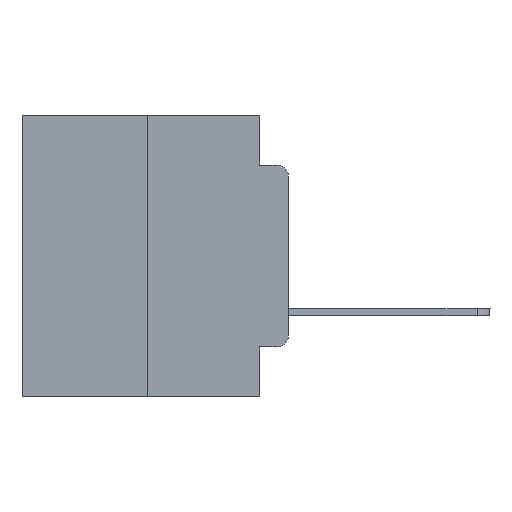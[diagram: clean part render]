
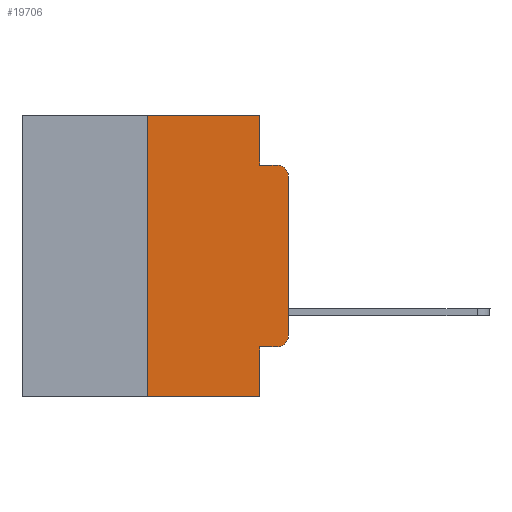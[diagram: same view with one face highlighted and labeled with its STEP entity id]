
A CAD part, left-side view. The second image highlights one B-rep face of the part: STEP entity #19706.
In plain terms, the highlighted planar face has unit normal (-1, 0, 0).
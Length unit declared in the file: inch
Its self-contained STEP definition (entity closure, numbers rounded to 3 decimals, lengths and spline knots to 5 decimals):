
#61 = EDGE_CURVE ( 'NONE', #25942, #7853, #22536, .T. ) ;
#789 = CARTESIAN_POINT ( 'NONE',  ( 0., 0.02, -0.3915 ) ) ;
#906 = CIRCLE ( 'NONE', #18068, 0.02 ) ;
#1272 = VERTEX_POINT ( 'NONE', #8119 ) ;
#1351 = EDGE_CURVE ( 'NONE', #20507, #1272, #26053, .T. ) ;
#1769 = CARTESIAN_POINT ( 'NONE',  ( 0., 0.25, 0. ) ) ;
#2208 = VERTEX_POINT ( 'NONE', #10964 ) ;
#2441 = CARTESIAN_POINT ( 'NONE',  ( 0., 0.051, 0. ) ) ;
#2605 = CARTESIAN_POINT ( 'NONE',  ( 0., 0., -0.3915 ) ) ;
#3395 = CARTESIAN_POINT ( 'NONE',  ( 0., 0.02, -0.1085 ) ) ;
#3457 = ORIENTED_EDGE ( 'NONE', *, *, #1351, .F. ) ;
#3921 = EDGE_CURVE ( 'NONE', #10193, #22553, #10986, .T. ) ;
#4428 = CARTESIAN_POINT ( 'NONE',  ( 0., 0.051, -0.4115 ) ) ;
#4715 = CARTESIAN_POINT ( 'NONE',  ( 0., 0.02, -0.0885 ) ) ;
#5246 = DIRECTION ( 'NONE',  ( 1., 0., 0. ) ) ;
#5424 = EDGE_CURVE ( 'NONE', #17519, #20507, #17510, .T. ) ;
#5498 = LINE ( 'NONE', #14158, #20126 ) ;
#5525 = ORIENTED_EDGE ( 'NONE', *, *, #10114, .T. ) ;
#5792 = AXIS2_PLACEMENT_3D ( 'NONE', #19862, #5246, #19776 ) ;
#6192 = EDGE_CURVE ( 'NONE', #2208, #23842, #906, .T. ) ;
#6361 = EDGE_LOOP ( 'NONE', ( #6414, #24566, #11891, #16140, #3457, #26731, #5525, #22276, #26460, #17329 ) ) ;
#6414 = ORIENTED_EDGE ( 'NONE', *, *, #9659, .T. ) ;
#6418 = VECTOR ( 'NONE', #15589, 39.37008 ) ;
#6767 = EDGE_CURVE ( 'NONE', #1272, #11643, #17114, .T. ) ;
#6801 = DIRECTION ( 'NONE',  ( 0., 0., 1. ) ) ;
#7478 = PLANE ( 'NONE',  #5792 ) ;
#7853 = VERTEX_POINT ( 'NONE', #4715 ) ;
#8119 = CARTESIAN_POINT ( 'NONE',  ( 0., 0.051, 0. ) ) ;
#8301 = DIRECTION ( 'NONE',  ( 0., 0., -1. ) ) ;
#9238 = EDGE_CURVE ( 'NONE', #10193, #2208, #13646, .T. ) ;
#9396 = DIRECTION ( 'NONE',  ( 0., -1., 0. ) ) ;
#9659 = EDGE_CURVE ( 'NONE', #23842, #25942, #18197, .T. ) ;
#10114 = EDGE_CURVE ( 'NONE', #17519, #22553, #5498, .T. ) ;
#10193 = VERTEX_POINT ( 'NONE', #4428 ) ;
#10855 = AXIS2_PLACEMENT_3D ( 'NONE', #3395, #17924, #20018 ) ;
#10964 = CARTESIAN_POINT ( 'NONE',  ( 0., 0.02, -0.4115 ) ) ;
#10986 = LINE ( 'NONE', #2441, #16207 ) ;
#11621 = CARTESIAN_POINT ( 'NONE',  ( 0., 0.051, -0.4115 ) ) ;
#11643 = VERTEX_POINT ( 'NONE', #19871 ) ;
#11891 = ORIENTED_EDGE ( 'NONE', *, *, #14576, .F. ) ;
#12008 = VECTOR ( 'NONE', #16812, 39.37008 ) ;
#12726 = FACE_OUTER_BOUND ( 'NONE', #6361, .T. ) ;
#13646 = LINE ( 'NONE', #11621, #15266 ) ;
#14043 = LINE ( 'NONE', #15607, #17266 ) ;
#14158 = CARTESIAN_POINT ( 'NONE',  ( 0., 0.473, -0.5 ) ) ;
#14576 = EDGE_CURVE ( 'NONE', #11643, #7853, #14043, .T. ) ;
#14805 = CARTESIAN_POINT ( 'NONE',  ( 0., 0., 0. ) ) ;
#14912 = CARTESIAN_POINT ( 'NONE',  ( 0., 0.25, 0. ) ) ;
#15058 = DIRECTION ( 'NONE',  ( -1., 0., 0. ) ) ;
#15266 = VECTOR ( 'NONE', #22196, 39.37008 ) ;
#15589 = DIRECTION ( 'NONE',  ( 0., 0., -1. ) ) ;
#15607 = CARTESIAN_POINT ( 'NONE',  ( 0., 0.051, -0.0885 ) ) ;
#15864 = CARTESIAN_POINT ( 'NONE',  ( 0., 0.051, 0. ) ) ;
#16140 = ORIENTED_EDGE ( 'NONE', *, *, #6767, .F. ) ;
#16207 = VECTOR ( 'NONE', #8301, 39.37008 ) ;
#16626 = CARTESIAN_POINT ( 'NONE',  ( 0., 0., -0.1085 ) ) ;
#16812 = DIRECTION ( 'NONE',  ( 0., 0., 1. ) ) ;
#17088 = CARTESIAN_POINT ( 'NONE',  ( 0., 0.051, -0.5 ) ) ;
#17114 = LINE ( 'NONE', #15864, #6418 ) ;
#17266 = VECTOR ( 'NONE', #9396, 39.37008 ) ;
#17329 = ORIENTED_EDGE ( 'NONE', *, *, #6192, .T. ) ;
#17510 = LINE ( 'NONE', #14912, #12008 ) ;
#17519 = VERTEX_POINT ( 'NONE', #23187 ) ;
#17655 = CARTESIAN_POINT ( 'NONE',  ( 0., 0.473, 0. ) ) ;
#17840 = VECTOR ( 'NONE', #6801, 39.37008 ) ;
#17924 = DIRECTION ( 'NONE',  ( -1., 0., 0. ) ) ;
#18068 = AXIS2_PLACEMENT_3D ( 'NONE', #789, #15058, #21563 ) ;
#18197 = LINE ( 'NONE', #14805, #17840 ) ;
#18990 = DIRECTION ( 'NONE',  ( 0., -1., 0. ) ) ;
#19238 = VECTOR ( 'NONE', #18990, 39.37008 ) ;
#19706 = ADVANCED_FACE ( 'NONE', ( #12726 ), #7478, .F. ) ;
#19776 = DIRECTION ( 'NONE',  ( 0., 0., -1. ) ) ;
#19862 = CARTESIAN_POINT ( 'NONE',  ( 0., 0.473, 0. ) ) ;
#19871 = CARTESIAN_POINT ( 'NONE',  ( 0., 0.051, -0.0885 ) ) ;
#20018 = DIRECTION ( 'NONE',  ( 0., 0., -1. ) ) ;
#20126 = VECTOR ( 'NONE', #25026, 39.37008 ) ;
#20507 = VERTEX_POINT ( 'NONE', #1769 ) ;
#21563 = DIRECTION ( 'NONE',  ( 0., 0., -1. ) ) ;
#22196 = DIRECTION ( 'NONE',  ( 0., -1., 0. ) ) ;
#22276 = ORIENTED_EDGE ( 'NONE', *, *, #3921, .F. ) ;
#22536 = CIRCLE ( 'NONE', #10855, 0.02 ) ;
#22553 = VERTEX_POINT ( 'NONE', #17088 ) ;
#23187 = CARTESIAN_POINT ( 'NONE',  ( 0., 0.25, -0.5 ) ) ;
#23842 = VERTEX_POINT ( 'NONE', #2605 ) ;
#24566 = ORIENTED_EDGE ( 'NONE', *, *, #61, .T. ) ;
#25026 = DIRECTION ( 'NONE',  ( 0., -1., 0. ) ) ;
#25942 = VERTEX_POINT ( 'NONE', #16626 ) ;
#26053 = LINE ( 'NONE', #17655, #19238 ) ;
#26460 = ORIENTED_EDGE ( 'NONE', *, *, #9238, .T. ) ;
#26731 = ORIENTED_EDGE ( 'NONE', *, *, #5424, .F. ) ;
